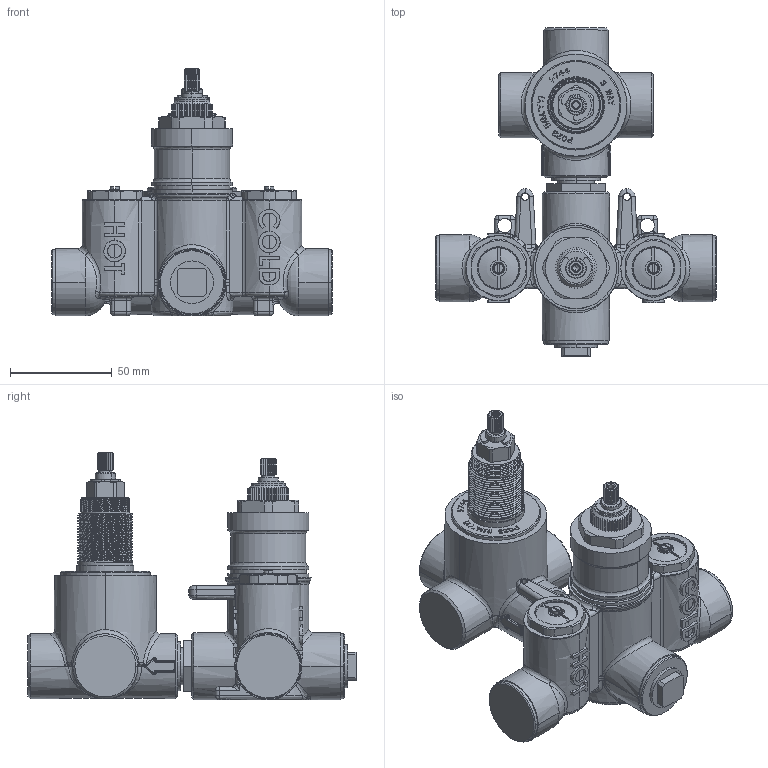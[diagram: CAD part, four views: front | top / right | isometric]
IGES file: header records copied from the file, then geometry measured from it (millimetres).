
Start section:  PTC IGES file: 1-744_sw0001.igs
Global section: file name: 1-744_sw0001.igs; native system: Creo Parametric by PTC Inc.; preprocessor: 2018400; author: jinson.thomas; organization: Unknown; date: 20211014.123415; units: inch
Bounding box: 138 x 161.11 x 121.7 mm (x, y, z)
Volume: 469845.8 mm3; surface area: 65834.4 mm2
Topology: 1 solids, 1 shells, 1758 faces, 4686 edges, 2932 vertices
Faces by surface type: bspline 1144, revolution 614
